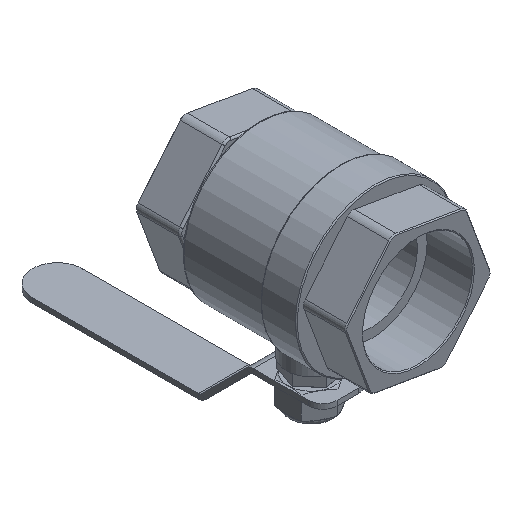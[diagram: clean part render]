
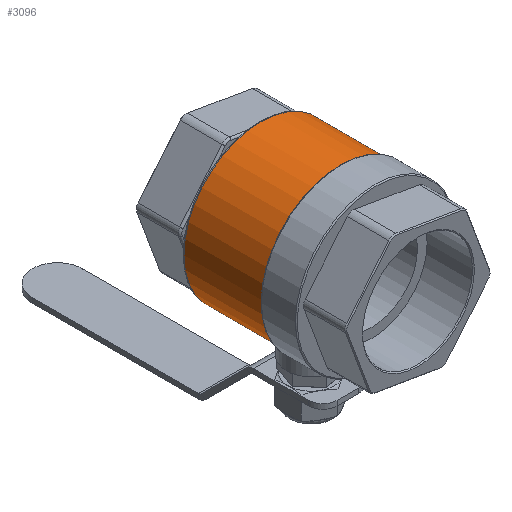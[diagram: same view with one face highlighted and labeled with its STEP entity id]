
A CAD part, isometric view. The second image highlights one B-rep face of the part: STEP entity #3096.
In plain terms, the highlighted cylindrical face has radius 39.9 mm (diameter 79.8 mm), a full revolution.
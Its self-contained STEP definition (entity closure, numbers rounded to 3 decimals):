
#233=CYLINDRICAL_SURFACE('',#3377,39.9);
#314=FACE_OUTER_BOUND('',#520,.T.);
#520=EDGE_LOOP('',(#2235,#2236,#2237,#2238,#2239));
#743=LINE('',#4878,#968);
#968=VECTOR('',#3889,39.9);
#1180=CIRCLE('',#3344,39.9);
#1189=CIRCLE('',#3372,39.9);
#1190=CIRCLE('',#3373,39.9);
#1368=VERTEX_POINT('',#4801);
#1383=VERTEX_POINT('',#4868);
#1384=VERTEX_POINT('',#4870);
#1665=EDGE_CURVE('',#1368,#1368,#1180,.T.);
#1699=EDGE_CURVE('',#1383,#1384,#1189,.T.);
#1700=EDGE_CURVE('',#1384,#1383,#1190,.T.);
#1703=EDGE_CURVE('',#1384,#1368,#743,.T.);
#2235=ORIENTED_EDGE('',*,*,#1700,.F.);
#2236=ORIENTED_EDGE('',*,*,#1703,.T.);
#2237=ORIENTED_EDGE('',*,*,#1665,.F.);
#2238=ORIENTED_EDGE('',*,*,#1703,.F.);
#2239=ORIENTED_EDGE('',*,*,#1699,.F.);
#3096=ADVANCED_FACE('',(#314),#233,.T.);
#3344=AXIS2_PLACEMENT_3D('',#4802,#3796,#3797);
#3372=AXIS2_PLACEMENT_3D('',#4871,#3877,#3878);
#3373=AXIS2_PLACEMENT_3D('',#4872,#3879,#3880);
#3377=AXIS2_PLACEMENT_3D('',#4877,#3887,#3888);
#3796=DIRECTION('center_axis',(0.,-1.,0.));
#3797=DIRECTION('ref_axis',(1.,0.,0.));
#3877=DIRECTION('center_axis',(0.,1.,0.));
#3878=DIRECTION('ref_axis',(1.,0.,0.));
#3879=DIRECTION('center_axis',(0.,1.,0.));
#3880=DIRECTION('ref_axis',(1.,0.,0.));
#3887=DIRECTION('center_axis',(0.,1.,0.));
#3888=DIRECTION('ref_axis',(1.,0.,0.));
#3889=DIRECTION('',(0.,-1.,0.));
#4801=CARTESIAN_POINT('',(-39.9,40.5,0.));
#4802=CARTESIAN_POINT('Origin',(0.,40.5,0.));
#4868=CARTESIAN_POINT('',(0.,81.5,-39.9));
#4870=CARTESIAN_POINT('',(-39.9,81.5,0.));
#4871=CARTESIAN_POINT('Origin',(0.,81.5,0.));
#4872=CARTESIAN_POINT('Origin',(0.,81.5,0.));
#4877=CARTESIAN_POINT('Origin',(0.,40.5,0.));
#4878=CARTESIAN_POINT('',(-39.9,40.5,0.));
